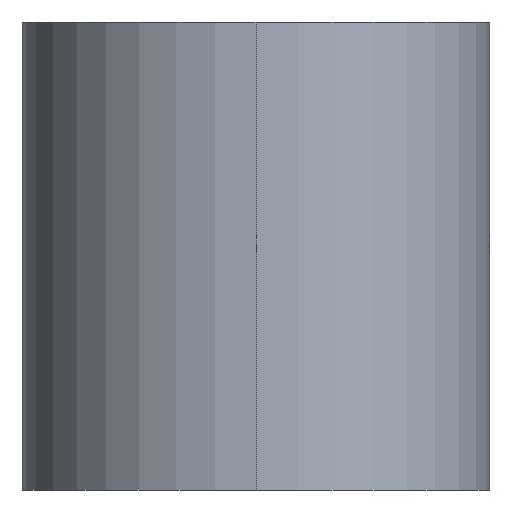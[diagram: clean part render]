
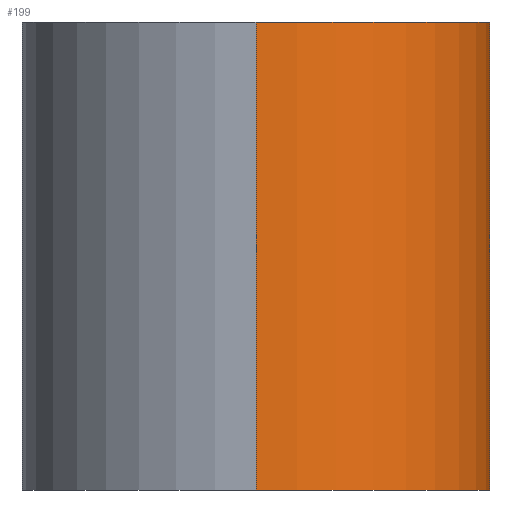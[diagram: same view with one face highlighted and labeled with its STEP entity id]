
A CAD part, left-side view. The second image highlights one B-rep face of the part: STEP entity #199.
In plain terms, the highlighted cylindrical face has radius 20 mm (diameter 40 mm), a partial arc.
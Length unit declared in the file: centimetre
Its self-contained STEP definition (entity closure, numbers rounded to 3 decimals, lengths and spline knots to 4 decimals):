
#7 = CARTESIAN_POINT ( 'NONE',  ( -19.5, 0., 2. ) ) ;
#8 = ORIENTED_EDGE ( 'NONE', *, *, #272, .F. ) ;
#37 = DIRECTION ( 'NONE',  ( 0., 0., -1. ) ) ;
#59 = EDGE_CURVE ( 'NONE', #131, #214, #93, .T. ) ;
#71 = CARTESIAN_POINT ( 'NONE',  ( -19.5, 0., -2. ) ) ;
#75 = DIRECTION ( 'NONE',  ( 0., 0., 1. ) ) ;
#77 = CARTESIAN_POINT ( 'NONE',  ( -17.5, 0., 2. ) ) ;
#93 = LINE ( 'NONE', #7, #149 ) ;
#112 = VERTEX_POINT ( 'NONE', #284 ) ;
#113 = AXIS2_PLACEMENT_3D ( 'NONE', #77, #314, #139 ) ;
#115 = LINE ( 'NONE', #170, #165 ) ;
#127 = CARTESIAN_POINT ( 'NONE',  ( -17.5, -2., 2. ) ) ;
#129 = VERTEX_POINT ( 'NONE', #127 ) ;
#131 = VERTEX_POINT ( 'NONE', #374 ) ;
#139 = DIRECTION ( 'NONE',  ( 1., 0., 0. ) ) ;
#149 = VECTOR ( 'NONE', #37, 100. ) ;
#150 = CIRCLE ( 'NONE', #157, 2. ) ;
#155 = ORIENTED_EDGE ( 'NONE', *, *, #59, .T. ) ;
#157 = AXIS2_PLACEMENT_3D ( 'NONE', #260, #75, #236 ) ;
#160 = CARTESIAN_POINT ( 'NONE',  ( -17.5, 0., 2. ) ) ;
#165 = VECTOR ( 'NONE', #171, 100. ) ;
#170 = CARTESIAN_POINT ( 'NONE',  ( -17.5, -2., 2. ) ) ;
#171 = DIRECTION ( 'NONE',  ( 0., 0., -1. ) ) ;
#192 = CYLINDRICAL_SURFACE ( 'NONE', #277, 2. ) ;
#193 = ORIENTED_EDGE ( 'NONE', *, *, #309, .T. ) ;
#199 = ADVANCED_FACE ( 'NONE', ( #212 ), #192, .T. ) ;
#212 = FACE_OUTER_BOUND ( 'NONE', #311, .T. ) ;
#214 = VERTEX_POINT ( 'NONE', #71 ) ;
#226 = DIRECTION ( 'NONE',  ( 0., 0., -1. ) ) ;
#236 = DIRECTION ( 'NONE',  ( 1., 0., 0. ) ) ;
#252 = DIRECTION ( 'NONE',  ( -1., 0., 0. ) ) ;
#256 = ORIENTED_EDGE ( 'NONE', *, *, #281, .F. ) ;
#260 = CARTESIAN_POINT ( 'NONE',  ( -17.5, 0., -2. ) ) ;
#272 = EDGE_CURVE ( 'NONE', #131, #129, #342, .T. ) ;
#277 = AXIS2_PLACEMENT_3D ( 'NONE', #160, #226, #252 ) ;
#281 = EDGE_CURVE ( 'NONE', #129, #112, #115, .T. ) ;
#284 = CARTESIAN_POINT ( 'NONE',  ( -17.5, -2., -2. ) ) ;
#309 = EDGE_CURVE ( 'NONE', #214, #112, #150, .T. ) ;
#311 = EDGE_LOOP ( 'NONE', ( #8, #155, #193, #256 ) ) ;
#314 = DIRECTION ( 'NONE',  ( 0., 0., 1. ) ) ;
#342 = CIRCLE ( 'NONE', #113, 2. ) ;
#374 = CARTESIAN_POINT ( 'NONE',  ( -19.5, 0., 2. ) ) ;
